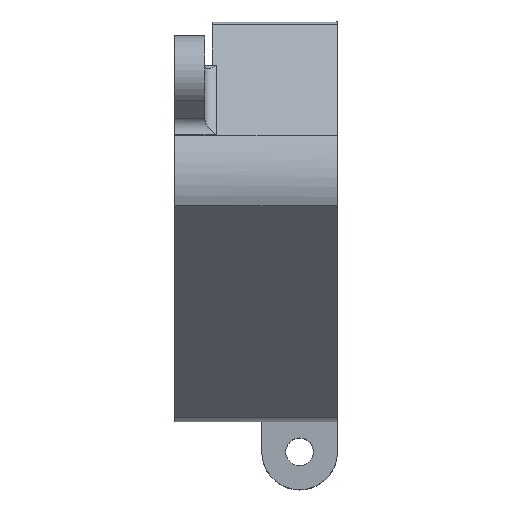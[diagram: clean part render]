
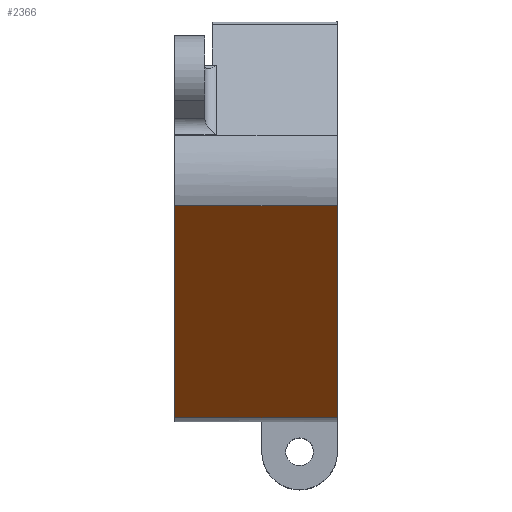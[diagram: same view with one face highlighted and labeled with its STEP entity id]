
A CAD part, top view. The second image highlights one B-rep face of the part: STEP entity #2366.
In plain terms, the highlighted planar face has unit normal (0, -0.707, 0.707).
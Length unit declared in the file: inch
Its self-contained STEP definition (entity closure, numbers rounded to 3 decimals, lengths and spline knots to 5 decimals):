
#82=PLANE('',#2527);
#138=FACE_OUTER_BOUND('',#267,.T.);
#267=EDGE_LOOP('',(#1643,#1644,#1645,#1646));
#559=LINE('',#3542,#762);
#561=LINE('',#3552,#764);
#573=LINE('',#3587,#776);
#578=LINE('',#3605,#781);
#762=VECTOR('',#2804,0.3937);
#764=VECTOR('',#2814,0.3937);
#776=VECTOR('',#2846,0.3937);
#781=VECTOR('',#2861,0.3937);
#994=VERTEX_POINT('',#3540);
#995=VERTEX_POINT('',#3541);
#998=VERTEX_POINT('',#3550);
#999=VERTEX_POINT('',#3551);
#1233=EDGE_CURVE('',#994,#995,#559,.T.);
#1238=EDGE_CURVE('',#998,#999,#561,.T.);
#1257=EDGE_CURVE('',#994,#999,#573,.T.);
#1266=EDGE_CURVE('',#995,#998,#578,.T.);
#1643=ORIENTED_EDGE('',*,*,#1233,.F.);
#1644=ORIENTED_EDGE('',*,*,#1257,.T.);
#1645=ORIENTED_EDGE('',*,*,#1238,.F.);
#1646=ORIENTED_EDGE('',*,*,#1266,.F.);
#2366=ADVANCED_FACE('',(#138),#82,.T.);
#2527=AXIS2_PLACEMENT_3D('',#3604,#2859,#2860);
#2804=DIRECTION('',(-1.,0.,0.));
#2814=DIRECTION('',(1.,0.,0.));
#2846=DIRECTION('',(0.,0.707,0.707));
#2859=DIRECTION('center_axis',(0.,-0.707,
0.707));
#2860=DIRECTION('ref_axis',(0.,-0.707,-0.707));
#2861=DIRECTION('',(0.,0.707,0.707));
#3540=CARTESIAN_POINT('',(0.38402,1.22461,2.51322));
#3541=CARTESIAN_POINT('',(-0.69182,1.22461,2.51322));
#3542=CARTESIAN_POINT('',(-0.69182,1.22461,2.51322));
#3550=CARTESIAN_POINT('',(-0.69182,2.6201,3.90871));
#3551=CARTESIAN_POINT('',(0.38402,2.6201,3.90871));
#3552=CARTESIAN_POINT('',(-0.69182,2.6201,3.90871));
#3587=CARTESIAN_POINT('',(0.38402,2.34898,3.6376));
#3604=CARTESIAN_POINT('Origin',(-0.26426,2.77561,4.06423));
#3605=CARTESIAN_POINT('',(-0.69182,2.27123,3.55984));
